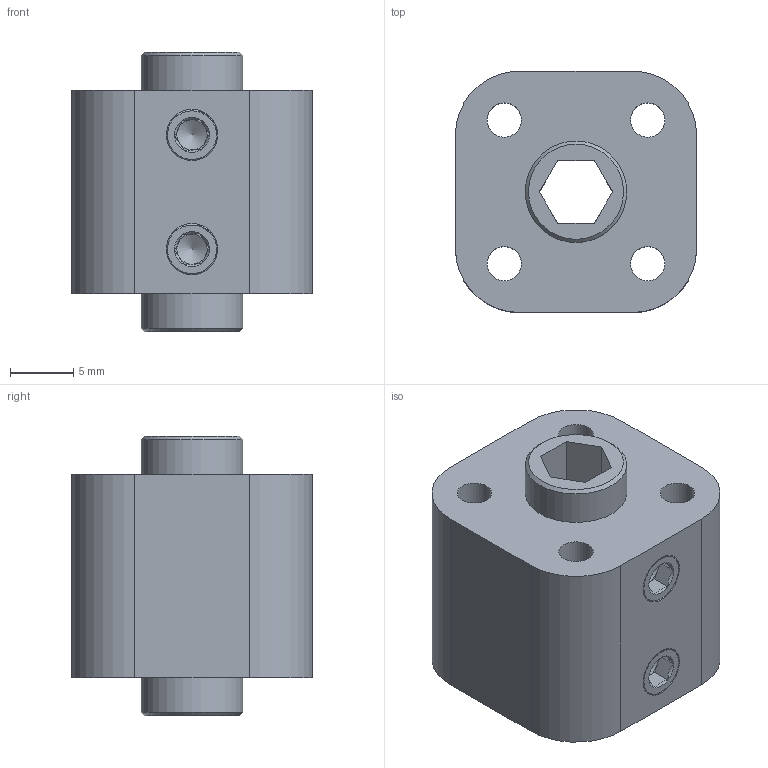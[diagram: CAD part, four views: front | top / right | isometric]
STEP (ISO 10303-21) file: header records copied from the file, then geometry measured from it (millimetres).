
FILE_DESCRIPTION (( 'STEP AP214' ), '1' );
FILE_NAME ('am-4315 5mm Hex Bore Double Boss HD XL Nub.STEP', '2020-06-01T15:52:58', ( '' ), ( '' ), 'SwSTEP 2.0', 'SolidWorks 2019', '' );
FILE_SCHEMA (( 'AUTOMOTIVE_DESIGN' ));
Length unit declared in the file: millimetre
Products named in the file (3): 10-32 x 0.25 Set Screw CP_91375A438; am-4315 5mm Hex Bore Double Boss HD XL Nub; ip-4315 5mm Hex Bore Double Boss HD XL Nub
Assembly tree (3 placements, depth 2):
  am-4315 5mm Hex Bore Double Boss HD XL Nub
    ip-4315 5mm Hex Bore Double Boss HD XL Nub
    10-32 x 0.25 Set Screw CP_91375A438  x2
Bounding box: 19 x 19 x 22 mm (x, y, z)
Volume: 4864.4 mm3; surface area: 3213.9 mm2
Topology: 3 solids, 3 shells, 84 faces, 198 edges, 118 vertices
Faces by surface type: plane 42, cone 22, cylinder 14, bspline 6
Full cylindrical faces by diameter (mm): 2.705 x4, 4.039 x2, 8 x2
Entity records: 3195 total; most frequent: CARTESIAN_POINT 1761, DIRECTION 264, ORIENTED_EDGE 244, EDGE_CURVE 122, AXIS2_PLACEMENT_3D 104, EDGE_LOOP 83, VERTEX_POINT 81, FACE_OUTER_BOUND 65
